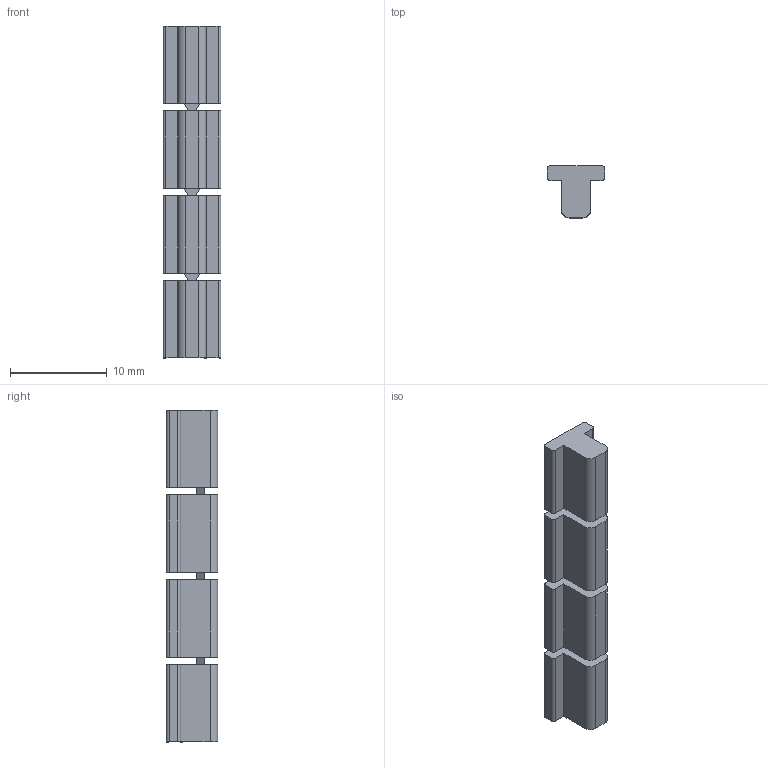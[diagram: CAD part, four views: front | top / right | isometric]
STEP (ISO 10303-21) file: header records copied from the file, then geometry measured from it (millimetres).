
FILE_DESCRIPTION(/* description */ ('Alibre Inc.'),/* implementation_level */ '2;1');
FILE_NAME(/* name */ 'export-475DF5CF-1305-4A4D-907C-1D6FADD9EA18',/* time_stamp */ '2020-02-16T10:14:31+01:00',/* author */ (''),/* organization */ (''),/* preprocessor_version */ 'ST-DEVELOPER v17',/* originating_system */ 'Alibre',/* authorisation */ '');
FILE_SCHEMA (('AUTOMOTIVE_DESIGN'));
Length unit declared in the file: millimetre
Bounding box: 6 x 5.35 x 34.4 mm (x, y, z)
Volume: 649 mm3; surface area: 853.8 mm2
Topology: 1 solids, 1 shells, 76 faces, 204 edges, 136 vertices
Faces by surface type: plane 52, cylinder 24
Entity records: 2446 total; most frequent: CARTESIAN_POINT 418, ORIENTED_EDGE 408, DIRECTION 356, EDGE_CURVE 204, VECTOR 156, LINE 156, VERTEX_POINT 136, AXIS2_PLACEMENT_3D 126
